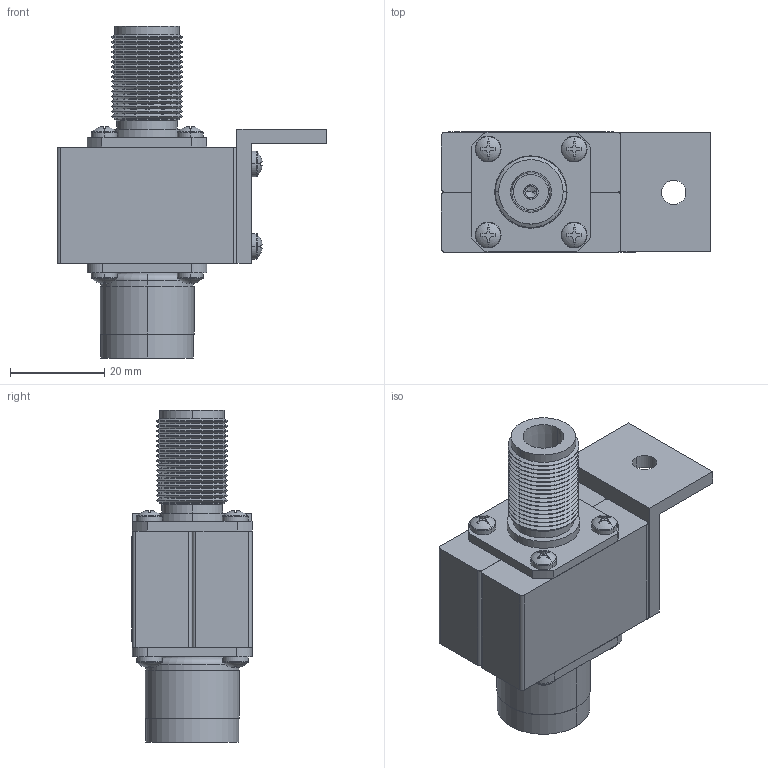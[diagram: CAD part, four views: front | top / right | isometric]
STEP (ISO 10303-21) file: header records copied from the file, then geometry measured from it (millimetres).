
FILE_DESCRIPTION (( 'STEP AP203' ), '1' );
FILE_NAME ('IS-NEMP-C0-MA.STEP', '2019-07-30T21:31:10', ( '' ), ( '' ), 'SwSTEP 2.0', 'SolidWorks 2019', '' );
FILE_SCHEMA (( 'CONFIG_CONTROL_DESIGN' ));
Length unit declared in the file: inch
Products named in the file (11): 5100-0002; Solder_6040-0016; 2012-6100; 5330-001; 2011-6101-02; 1081-0251-05; IS-NEMP-C0-MA; 5210-0018; 2103-190; 9040-0578; 7020-0536
Assembly tree (20 placements, depth 3):
  Solder_6040-0016
  IS-NEMP-C0-MA
    5330-001
    1081-0251-05  x12
    2012-6100
    5100-0002
    5210-0018
    7020-0536
    2103-190
    9040-0578
      2011-6101-02
Bounding box: 57.15 x 25.53 x 70.36 mm (x, y, z)
Volume: 31443.9 mm3; surface area: 22293.8 mm2
Topology: 19 solids, 19 shells, 2988 faces, 7263 edges, 4452 vertices
Faces by surface type: plane 1106, cone 700, cylinder 656, bspline 468, torus 56, sphere 2
Entity records: 79886 total; most frequent: CARTESIAN_POINT 36696, ORIENTED_EDGE 9422, DIRECTION 7118, EDGE_CURVE 4711, VECTOR 3064, LINE 3064, VERTEX_POINT 3055, AXIS2_PLACEMENT_3D 2027
